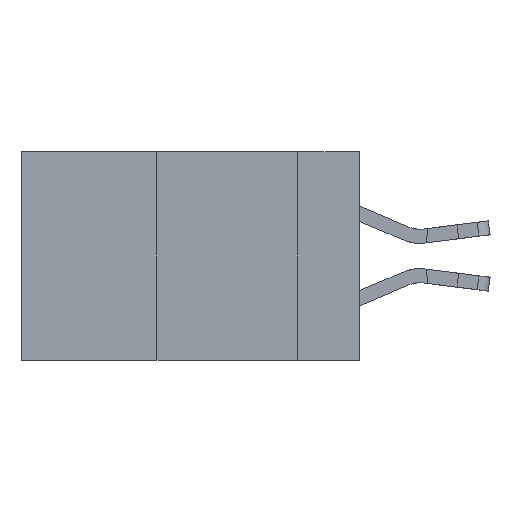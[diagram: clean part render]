
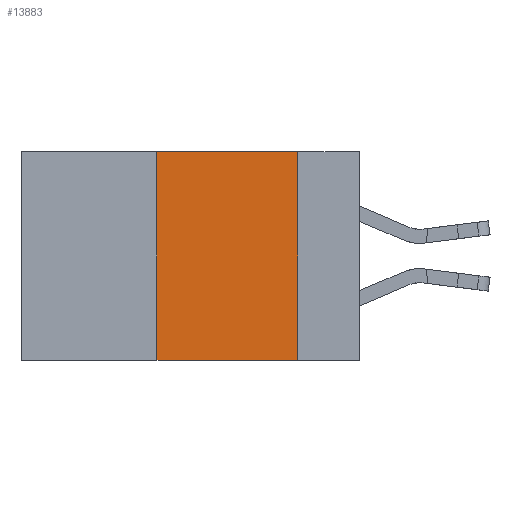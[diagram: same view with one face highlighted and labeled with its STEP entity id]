
A CAD part, left-side view. The second image highlights one B-rep face of the part: STEP entity #13883.
In plain terms, the highlighted planar face has unit normal (-1, 0, 0).
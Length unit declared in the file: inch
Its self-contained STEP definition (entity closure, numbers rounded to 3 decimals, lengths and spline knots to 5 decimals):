
#333 = VERTEX_POINT ( 'NONE', #22403 ) ;
#744 = CARTESIAN_POINT ( 'NONE',  ( 0., 0.36, 0. ) ) ;
#2739 = CARTESIAN_POINT ( 'NONE',  ( 0., 0.6, 0. ) ) ;
#3757 = EDGE_CURVE ( 'NONE', #21152, #5777, #18072, .T. ) ;
#4817 = AXIS2_PLACEMENT_3D ( 'NONE', #9233, #11345, #25719 ) ;
#4865 = CARTESIAN_POINT ( 'NONE',  ( 0., 0.6, -0.37 ) ) ;
#5777 = VERTEX_POINT ( 'NONE', #17066 ) ;
#5857 = EDGE_CURVE ( 'NONE', #14339, #333, #12140, .T. ) ;
#5862 = VECTOR ( 'NONE', #20659, 39.37008 ) ;
#6795 = ORIENTED_EDGE ( 'NONE', *, *, #7617, .F. ) ;
#7080 = PLANE ( 'NONE',  #4817 ) ;
#7247 = EDGE_CURVE ( 'NONE', #21152, #14339, #14427, .T. ) ;
#7617 = EDGE_CURVE ( 'NONE', #333, #5777, #22457, .T. ) ;
#8541 = CARTESIAN_POINT ( 'NONE',  ( 0., 0.36, 0. ) ) ;
#9233 = CARTESIAN_POINT ( 'NONE',  ( 0., 0.6, 0. ) ) ;
#9555 = VECTOR ( 'NONE', #13293, 39.37008 ) ;
#10343 = FACE_OUTER_BOUND ( 'NONE', #21992, .T. ) ;
#10369 = CARTESIAN_POINT ( 'NONE',  ( 0., 0.11, 0. ) ) ;
#11225 = DIRECTION ( 'NONE',  ( 0., -1., 0. ) ) ;
#11345 = DIRECTION ( 'NONE',  ( 1., 0., 0. ) ) ;
#11498 = VECTOR ( 'NONE', #25480, 39.37008 ) ;
#11701 = ORIENTED_EDGE ( 'NONE', *, *, #3757, .T. ) ;
#11945 = ORIENTED_EDGE ( 'NONE', *, *, #7247, .F. ) ;
#12140 = LINE ( 'NONE', #2739, #11498 ) ;
#12567 = VECTOR ( 'NONE', #11225, 39.37008 ) ;
#13293 = DIRECTION ( 'NONE',  ( 0., 0., 1. ) ) ;
#13883 = ADVANCED_FACE ( 'NONE', ( #10343 ), #7080, .F. ) ;
#14339 = VERTEX_POINT ( 'NONE', #8541 ) ;
#14427 = LINE ( 'NONE', #744, #9555 ) ;
#17066 = CARTESIAN_POINT ( 'NONE',  ( 0., 0.11, -0.37 ) ) ;
#18072 = LINE ( 'NONE', #4865, #12567 ) ;
#18637 = CARTESIAN_POINT ( 'NONE',  ( 0., 0.36, -0.37 ) ) ;
#20659 = DIRECTION ( 'NONE',  ( 0., 0., -1. ) ) ;
#21152 = VERTEX_POINT ( 'NONE', #18637 ) ;
#21992 = EDGE_LOOP ( 'NONE', ( #6795, #22433, #11945, #11701 ) ) ;
#22403 = CARTESIAN_POINT ( 'NONE',  ( 0., 0.11, 0. ) ) ;
#22433 = ORIENTED_EDGE ( 'NONE', *, *, #5857, .F. ) ;
#22457 = LINE ( 'NONE', #10369, #5862 ) ;
#25480 = DIRECTION ( 'NONE',  ( 0., -1., 0. ) ) ;
#25719 = DIRECTION ( 'NONE',  ( 0., 0., -1. ) ) ;
